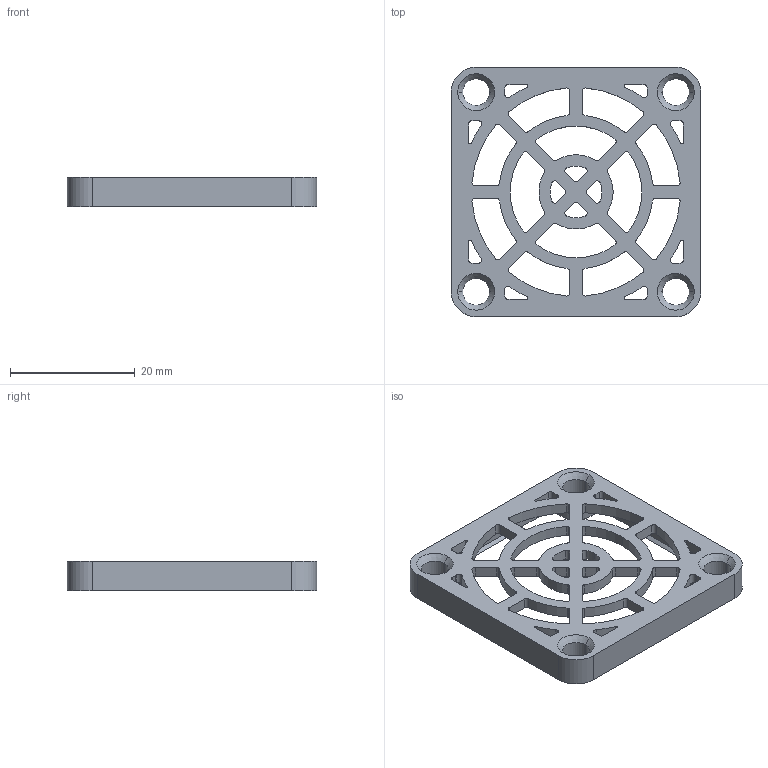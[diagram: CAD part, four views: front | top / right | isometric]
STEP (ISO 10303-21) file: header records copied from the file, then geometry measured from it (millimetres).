
FILE_DESCRIPTION (( 'STEP AP203' ), '1' );
FILE_NAME ('09150-G.STEP', '2020-02-20T01:46:01', ( '' ), ( '' ), 'SwSTEP 2.0', 'SolidWorks 2016', '' );
FILE_SCHEMA (( 'CONFIG_CONTROL_DESIGN' ));
Length unit declared in the file: millimetre
Products named in the file (1): 09150-G
Bounding box: 40 x 40 x 4.75 mm (x, y, z)
Volume: 2577 mm3; surface area: 4046.5 mm2
Topology: 1 solids, 1 shells, 261 faces, 758 edges, 500 vertices
Faces by surface type: cylinder 166, plane 79, cone 16
Entity records: 8941 total; most frequent: DIRECTION 1630, CARTESIAN_POINT 1520, ORIENTED_EDGE 1516, EDGE_CURVE 758, AXIS2_PLACEMENT_3D 610, VERTEX_POINT 500, LINE 410, VECTOR 410
